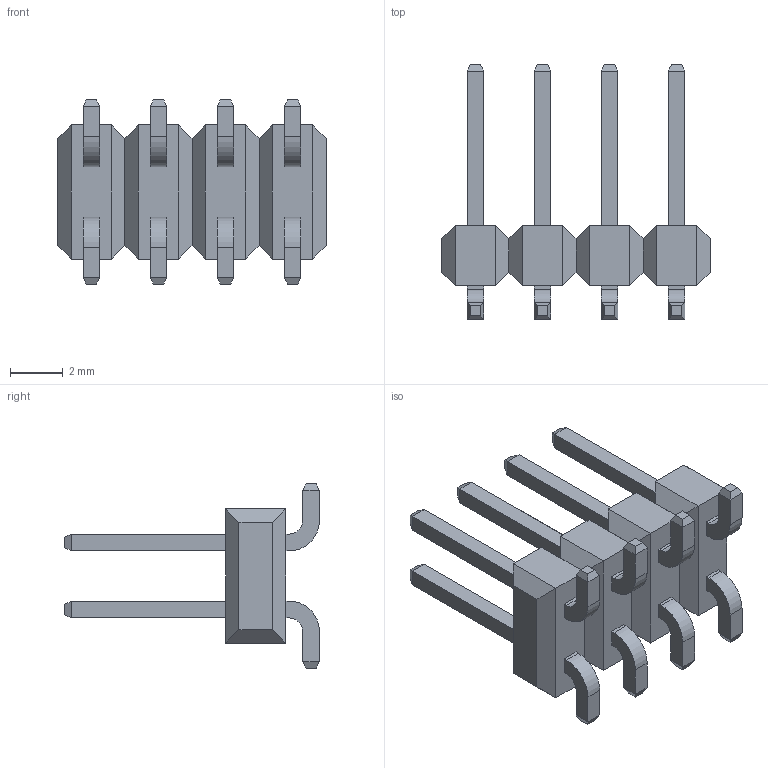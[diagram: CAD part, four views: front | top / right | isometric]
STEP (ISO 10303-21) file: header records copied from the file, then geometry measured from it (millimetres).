
FILE_DESCRIPTION(('FreeCAD Model'),'2;1');
FILE_NAME('Open CASCADE Shape Model','2025-12-03T16:59:51',(''),(''), 'Open CASCADE STEP processor 7.8','FreeCAD','Unknown');
FILE_SCHEMA(('AP242_MANAGED_MODEL_BASED_3D_ENGINEERING_MIM_LF. {1 0 10303 442 1 1 4 }'));
Length unit declared in the file: millimetre
Products named in the file (2): 0015916082_1; Solid
Assembly tree (1 placements, depth 2):
  0015916082_1
    Solid
Bounding box: 10.16 x 9.65 x 6.99 mm (x, y, z)
Volume: 132.4 mm3; surface area: 349.1 mm2
Topology: 1 solids, 1 shells, 226 faces, 516 edges, 308 vertices
Faces by surface type: plane 210, cylinder 16
Entity records: 14587 total; most frequent: CARTESIAN_POINT 2180, DIRECTION 2020, LINE 1484, VECTOR 1484, ORIENTED_EDGE 1032, PCURVE 1032, DEFINITIONAL_REPRESENTATION 1032, EDGE_CURVE 516
